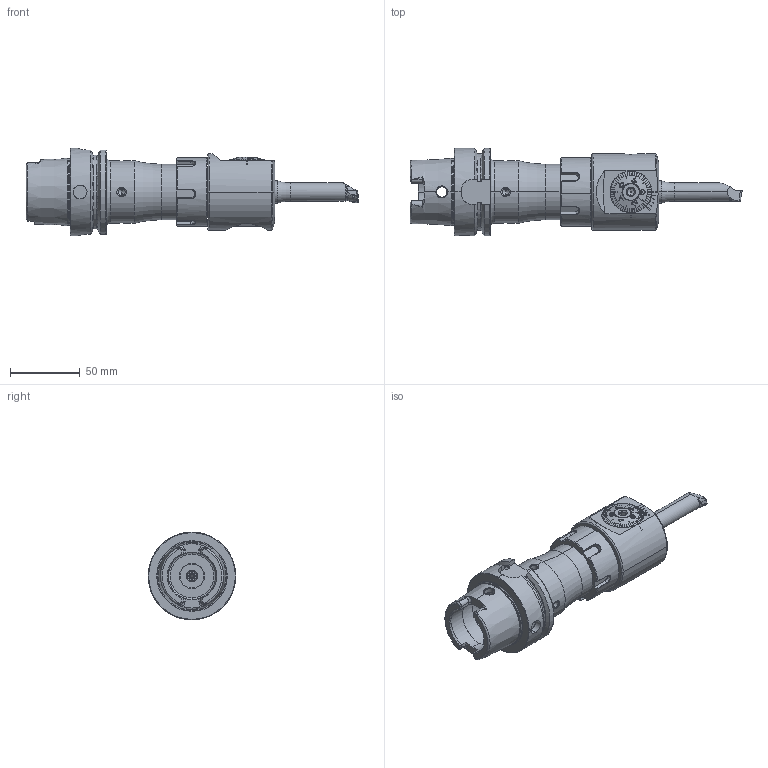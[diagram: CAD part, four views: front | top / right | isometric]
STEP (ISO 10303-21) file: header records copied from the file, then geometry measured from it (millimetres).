
FILE_DESCRIPTION (( 'STEP AP203' ), '1' );
FILE_NAME ('E32-A55.K01.060.STEP', '2017-10-30T07:13:40', ( 'SWIAdmin' ), ( 'Hewlett-Packard Company' ), 'SwSTEP 2.0', 'SolidWorks 2017', '' );
FILE_SCHEMA (( 'CONFIG_CONTROL_DESIGN' ));
Length unit declared in the file: millimetre
Products named in the file (25): A55-BG2.011.016_E; ISO 4026 - M10 x 8; WCA-ER2.001.006_A; A55-BG2.014.007_A; A55-BG3.011.033_A_gek〉zt; B16-WCA.K11.095; A55-BG2.015.007_B; A55-BG1.011.041_E; MSX-ER1.XXX.XXX_A_Mutter Spannzangenkegel E32; A55-BG1.014.041; A55-BG1.012.007_B; E32-A55.K01.060; A55; A55-BG1.011.041; E32-A55.K01.060_A; HA6-E32.K01.100_C_Fertigbearbeitung; A55-BG2.012.006_B; ISO 4026 - M10 x 16; Sprengring_15.07.2011_003_Sprengring ›32; A55-BG2.013.005_C; Klebstoff D10; B16-WCA.K11.095_A; DIN 3771 - 25x1.5; WCB-ER2.001.009_A; CCMT060204
Assembly tree (27 placements, depth 5):
  E32-A55.K01.060
    E32-A55.K01.060_A
    A55
      ISO 4026 - M10 x 16  x2
      Klebstoff D10
      WCB-ER2.001.009_A
      ISO 4026 - M10 x 8
      A55-BG3.011.033_A_gek〉zt
      A55-BG1.014.041
        A55-BG1.011.041
          A55-BG1.011.041_E
          A55-BG1.012.007_B
        A55-BG2.012.006_B
        A55-BG2.013.005_C
        DIN 3771 - 25x1.5
        ISO 4026 - M10 x 16  x2
        A55-BG2.015.007_B
          A55-BG2.011.016_E
          A55-BG2.014.007_A
    HA6-E32.K01.100_C_Fertigbearbeitung
    Sprengring_15.07.2011_003_Sprengring ›32
    B16-WCA.K11.095
      B16-WCA.K11.095_A
      CCMT060204
      WCA-ER2.001.006_A
    MSX-ER1.XXX.XXX_A_Mutter Spannzangenkegel E32
Bounding box: 238.85 x 63 x 63 mm (x, y, z)
Volume: 289114.1 mm3; surface area: 89371 mm2
Topology: 22 solids, 22 shells, 1144 faces, 2938 edges, 1842 vertices
Faces by surface type: plane 434, cone 281, cylinder 242, torus 110, bspline 73, sphere 4
Entity records: 43469 total; most frequent: CARTESIAN_POINT 15217, ORIENTED_EDGE 5652, DIRECTION 4937, EDGE_CURVE 2826, AXIS2_PLACEMENT_3D 1947, VERTEX_POINT 1782, EDGE_LOOP 1164, FACE_OUTER_BOUND 1099
